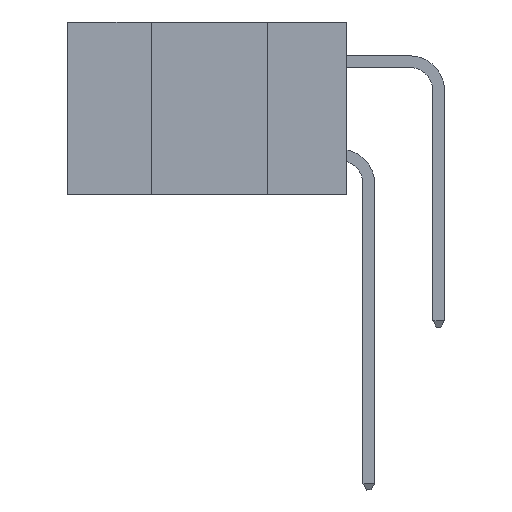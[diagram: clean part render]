
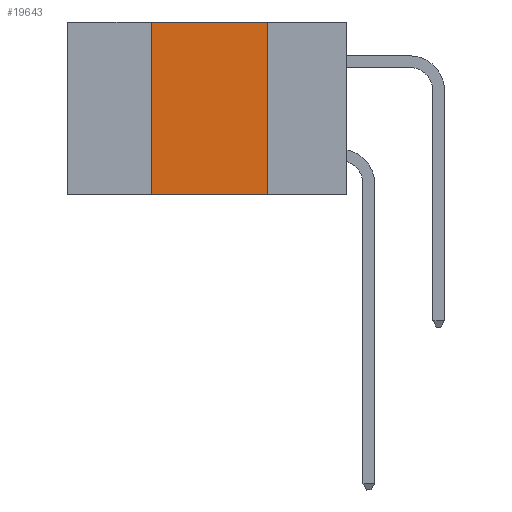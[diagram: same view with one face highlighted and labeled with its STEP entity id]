
A CAD part, left-side view. The second image highlights one B-rep face of the part: STEP entity #19643.
In plain terms, the highlighted planar face has unit normal (-1, 0, 0).
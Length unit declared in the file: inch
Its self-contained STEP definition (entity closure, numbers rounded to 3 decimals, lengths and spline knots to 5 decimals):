
#247 = LINE ( 'NONE', #28717, #27926 ) ;
#1542 = CARTESIAN_POINT ( 'NONE',  ( 0., 0.17, 0. ) ) ;
#2128 = DIRECTION ( 'NONE',  ( 0., 0., -1. ) ) ;
#2154 = EDGE_CURVE ( 'NONE', #19639, #15490, #38937, .T. ) ;
#4205 = ORIENTED_EDGE ( 'NONE', *, *, #13875, .T. ) ;
#6780 = CARTESIAN_POINT ( 'NONE',  ( 0., 0.42, -0.37 ) ) ;
#6898 = DIRECTION ( 'NONE',  ( 0., -1., 0. ) ) ;
#8174 = ORIENTED_EDGE ( 'NONE', *, *, #22848, .F. ) ;
#10442 = VERTEX_POINT ( 'NONE', #6780 ) ;
#11698 = FACE_OUTER_BOUND ( 'NONE', #25877, .T. ) ;
#11846 = DIRECTION ( 'NONE',  ( 0., -1., 0. ) ) ;
#13875 = EDGE_CURVE ( 'NONE', #10442, #15490, #247, .T. ) ;
#13987 = CARTESIAN_POINT ( 'NONE',  ( 0., 0.6, 0. ) ) ;
#15490 = VERTEX_POINT ( 'NONE', #18481 ) ;
#16728 = ORIENTED_EDGE ( 'NONE', *, *, #2154, .F. ) ;
#17698 = ORIENTED_EDGE ( 'NONE', *, *, #20317, .F. ) ;
#17927 = DIRECTION ( 'NONE',  ( 1., 0., 0. ) ) ;
#18481 = CARTESIAN_POINT ( 'NONE',  ( 0., 0.17, -0.37 ) ) ;
#19113 = VERTEX_POINT ( 'NONE', #19666 ) ;
#19639 = VERTEX_POINT ( 'NONE', #20634 ) ;
#19643 = ADVANCED_FACE ( 'NONE', ( #11698 ), #20843, .F. ) ;
#19666 = CARTESIAN_POINT ( 'NONE',  ( 0., 0.42, 0. ) ) ;
#20317 = EDGE_CURVE ( 'NONE', #19113, #19639, #22011, .T. ) ;
#20634 = CARTESIAN_POINT ( 'NONE',  ( 0., 0.17, 0. ) ) ;
#20843 = PLANE ( 'NONE',  #35554 ) ;
#22011 = LINE ( 'NONE', #34465, #27545 ) ;
#22848 = EDGE_CURVE ( 'NONE', #10442, #19113, #25441, .T. ) ;
#23290 = VECTOR ( 'NONE', #30222, 39.37008 ) ;
#25234 = DIRECTION ( 'NONE',  ( 0., 0., 1. ) ) ;
#25441 = LINE ( 'NONE', #29368, #30329 ) ;
#25877 = EDGE_LOOP ( 'NONE', ( #16728, #17698, #8174, #4205 ) ) ;
#27545 = VECTOR ( 'NONE', #11846, 39.37008 ) ;
#27926 = VECTOR ( 'NONE', #6898, 39.37008 ) ;
#28717 = CARTESIAN_POINT ( 'NONE',  ( 0., 0.6, -0.37 ) ) ;
#29368 = CARTESIAN_POINT ( 'NONE',  ( 0., 0.42, 0. ) ) ;
#30222 = DIRECTION ( 'NONE',  ( 0., 0., -1. ) ) ;
#30329 = VECTOR ( 'NONE', #25234, 39.37008 ) ;
#34465 = CARTESIAN_POINT ( 'NONE',  ( 0., 0.6, 0. ) ) ;
#35554 = AXIS2_PLACEMENT_3D ( 'NONE', #13987, #17927, #2128 ) ;
#38937 = LINE ( 'NONE', #1542, #23290 ) ;
